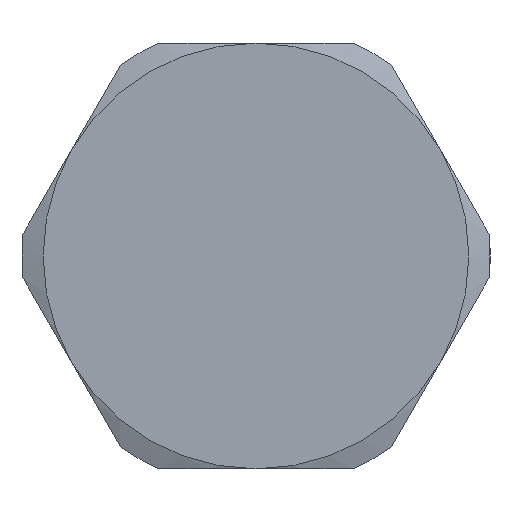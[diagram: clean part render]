
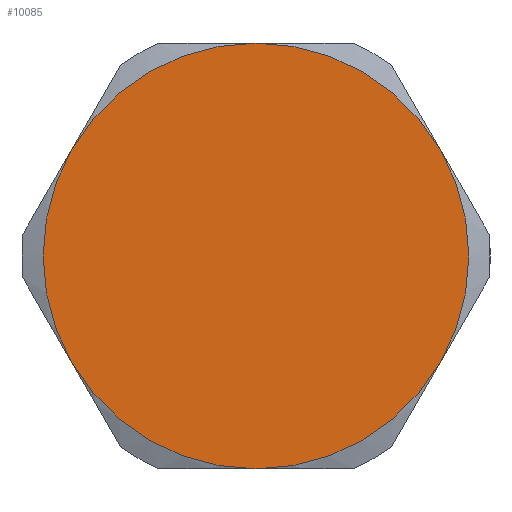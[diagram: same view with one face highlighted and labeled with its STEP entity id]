
A CAD part, left-side view. The second image highlights one B-rep face of the part: STEP entity #10085.
In plain terms, the highlighted planar face has unit normal (-1, 0, 0).
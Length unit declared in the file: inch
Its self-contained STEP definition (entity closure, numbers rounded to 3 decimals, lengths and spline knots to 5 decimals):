
#2783=CARTESIAN_POINT('',(-0.22441,0.,0.));
#2784=DIRECTION('',(-1.,0.,0.));
#2785=DIRECTION('',(0.,0.866,0.5));
#2786=AXIS2_PLACEMENT_3D('',#2783,#2784,#2785);
#2832=CARTESIAN_POINT('',(-0.22441,0.,0.));
#2833=DIRECTION('',(1.,0.,0.));
#2834=DIRECTION('',(0.,0.866,0.5));
#2835=AXIS2_PLACEMENT_3D('',#2832,#2833,#2834);
#2837=CARTESIAN_POINT('',(-0.22441,0.,0.));
#2838=DIRECTION('',(1.,0.,0.));
#2839=DIRECTION('',(0.,0.,1.));
#2840=AXIS2_PLACEMENT_3D('',#2837,#2838,#2839);
#2842=CARTESIAN_POINT('',(-0.22441,0.,0.));
#2843=DIRECTION('',(1.,0.,0.));
#2844=DIRECTION('',(0.,-0.866,-0.5));
#2845=AXIS2_PLACEMENT_3D('',#2842,#2843,#2844);
#2847=CARTESIAN_POINT('',(-0.22441,0.,0.));
#2848=DIRECTION('',(1.,0.,0.));
#2849=DIRECTION('',(0.,0.,-1.));
#2850=AXIS2_PLACEMENT_3D('',#2847,#2848,#2849);
#3019=CARTESIAN_POINT('',(-0.22441,0.,0.));
#3020=DIRECTION('',(-1.,0.,0.));
#3021=DIRECTION('',(0.,-0.866,-0.5));
#3022=AXIS2_PLACEMENT_3D('',#3019,#3020,#3021);
#3224=CARTESIAN_POINT('',(-0.22441,0.42619,
0.24606));
#3225=CARTESIAN_POINT('',(-0.22441,0.,0.49213));
#3226=VERTEX_POINT('',#3224);
#3227=VERTEX_POINT('',#3225);
#3228=CARTESIAN_POINT('',(-0.22441,-0.42619,
0.24606));
#3229=VERTEX_POINT('',#3228);
#3230=CARTESIAN_POINT('',(-0.22441,-0.42619,
-0.24606));
#3231=CARTESIAN_POINT('',(-0.22441,0.,-0.49213));
#3232=VERTEX_POINT('',#3230);
#3233=VERTEX_POINT('',#3231);
#3234=CARTESIAN_POINT('',(-0.22441,0.42619,
-0.24606));
#3235=VERTEX_POINT('',#3234);
#10068=CARTESIAN_POINT('',(-0.22441,0.,0.));
#10069=DIRECTION('',(1.,0.,0.));
#10070=DIRECTION('',(0.,-1.,0.));
#10071=AXIS2_PLACEMENT_3D('',#10068,#10069,#10070);
#10072=PLANE('44',#10071);
#10073=ORIENTED_EDGE('319',*,*,#10016,.F.);
#10075=ORIENTED_EDGE('268',*,*,#10074,.T.);
#10077=ORIENTED_EDGE('269',*,*,#10076,.T.);
#10079=ORIENTED_EDGE('317',*,*,#10078,.F.);
#10081=ORIENTED_EDGE('270',*,*,#10080,.T.);
#10082=ORIENTED_EDGE('271',*,*,#10058,.T.);
#10083=EDGE_LOOP('44',(#10073,#10075,#10077,#10079,#10081,#10082));
#10084=FACE_OUTER_BOUND('44',#10083,.F.);
#2787=CIRCLE('319',#2786,0.49213);
#2836=CIRCLE('268',#2835,0.49213);
#2841=CIRCLE('269',#2840,0.49213);
#2846=CIRCLE('270',#2845,0.49213);
#2851=CIRCLE('271',#2850,0.49213);
#3023=CIRCLE('317',#3022,0.49213);
#10016=EDGE_CURVE('319',#3226,#3235,#2787,.T.);
#10058=EDGE_CURVE('271',#3233,#3235,#2851,.T.);
#10074=EDGE_CURVE('268',#3226,#3227,#2836,.T.);
#10076=EDGE_CURVE('269',#3227,#3229,#2841,.T.);
#10078=EDGE_CURVE('317',#3232,#3229,#3023,.T.);
#10080=EDGE_CURVE('270',#3232,#3233,#2846,.T.);
#10085=ADVANCED_FACE('44',(#10084),#10072,.F.);
